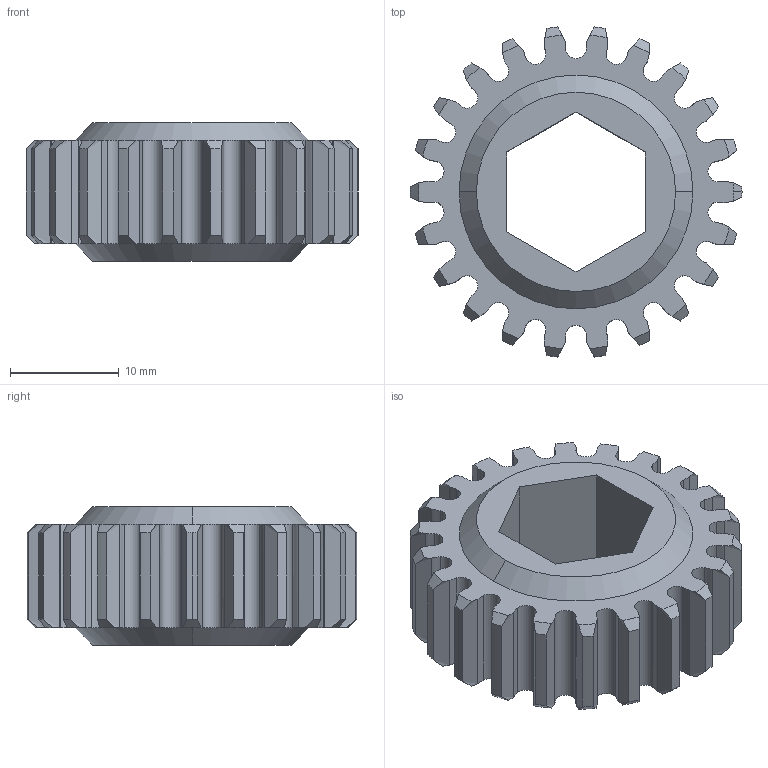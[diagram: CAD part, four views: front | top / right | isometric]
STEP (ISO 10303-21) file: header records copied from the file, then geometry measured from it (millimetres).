
FILE_DESCRIPTION (( 'STEP AP203' ), '1' );
FILE_NAME ('REV-21-1922.STEP', '2023-09-25T16:47:05', ( '' ), ( '' ), 'SwSTEP 2.0', 'SolidWorks 2022', '' );
FILE_SCHEMA (( 'CONFIG_CONTROL_DESIGN' ));
Length unit declared in the file: millimetre
Products named in the file (1): REV-21-1922
Bounding box: 30.48 x 30.3 x 12.7 mm (x, y, z)
Volume: 4825.2 mm3; surface area: 3223.7 mm2
Topology: 1 solids, 1 shells, 250 faces, 741 edges, 494 vertices
Faces by surface type: bspline 88, plane 57, cylinder 55, cone 50
Entity records: 10812 total; most frequent: CARTESIAN_POINT 4660, ORIENTED_EDGE 1482, DIRECTION 969, EDGE_CURVE 741, VERTEX_POINT 494, AXIS2_PLACEMENT_3D 331, LINE 307, VECTOR 307
